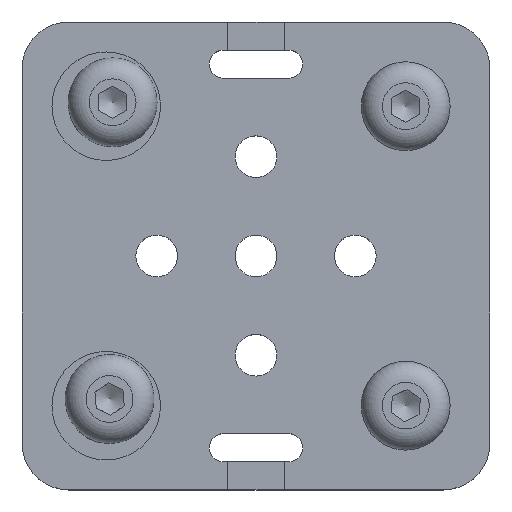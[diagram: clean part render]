
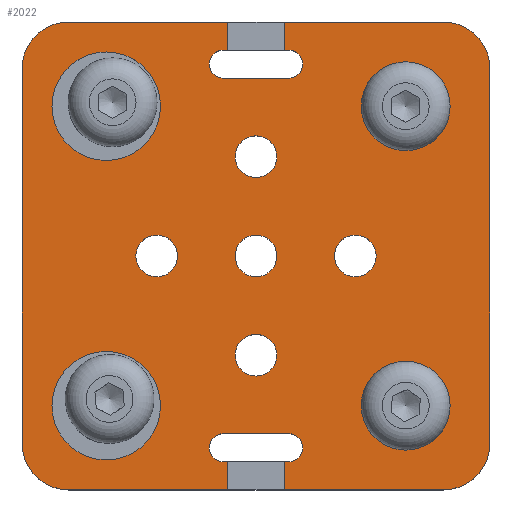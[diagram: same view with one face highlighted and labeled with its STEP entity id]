
A CAD part, top view. The second image highlights one B-rep face of the part: STEP entity #2022.
In plain terms, the highlighted planar face has unit normal (0, 0, 1).
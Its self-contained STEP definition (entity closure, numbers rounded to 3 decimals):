
#188=FACE_BOUND('',#413,.T.);
#189=FACE_BOUND('',#414,.T.);
#190=FACE_BOUND('',#415,.T.);
#191=FACE_BOUND('',#416,.T.);
#192=FACE_BOUND('',#417,.T.);
#193=FACE_BOUND('',#418,.T.);
#194=FACE_BOUND('',#419,.T.);
#195=FACE_BOUND('',#420,.T.);
#196=FACE_BOUND('',#421,.T.);
#232=PLANE('',#2329);
#291=FACE_OUTER_BOUND('',#412,.T.);
#412=EDGE_LOOP('',(#1423,#1424,#1425,#1426,#1427,#1428,#1429,#1430,#1431,
#1432,#1433,#1434,#1435,#1436,#1437,#1438,#1439,#1440,#1441,#1442,#1443,
#1444,#1445,#1446));
#413=EDGE_LOOP('',(#1447));
#414=EDGE_LOOP('',(#1448));
#415=EDGE_LOOP('',(#1449));
#416=EDGE_LOOP('',(#1450));
#417=EDGE_LOOP('',(#1451));
#418=EDGE_LOOP('',(#1452));
#419=EDGE_LOOP('',(#1453));
#420=EDGE_LOOP('',(#1454));
#421=EDGE_LOOP('',(#1455));
#576=LINE('',#3236,#705);
#580=LINE('',#3244,#709);
#583=LINE('',#3250,#712);
#584=LINE('',#3254,#713);
#585=LINE('',#3256,#714);
#586=LINE('',#3258,#715);
#587=LINE('',#3262,#716);
#588=LINE('',#3266,#717);
#589=LINE('',#3268,#718);
#590=LINE('',#3270,#719);
#591=LINE('',#3274,#720);
#592=LINE('',#3277,#721);
#593=LINE('',#3279,#722);
#594=LINE('',#3283,#723);
#595=LINE('',#3287,#724);
#596=LINE('',#3288,#725);
#705=VECTOR('',#2594,10.);
#709=VECTOR('',#2598,10.);
#712=VECTOR('',#2603,10.);
#713=VECTOR('',#2606,10.);
#714=VECTOR('',#2607,10.);
#715=VECTOR('',#2608,10.);
#716=VECTOR('',#2611,10.);
#717=VECTOR('',#2614,10.);
#718=VECTOR('',#2615,10.);
#719=VECTOR('',#2616,10.);
#720=VECTOR('',#2619,10.);
#721=VECTOR('',#2622,10.);
#722=VECTOR('',#2623,10.);
#723=VECTOR('',#2626,10.);
#724=VECTOR('',#2629,10.);
#725=VECTOR('',#2630,10.);
#832=CIRCLE('',#2326,5.);
#834=CIRCLE('',#2330,5.);
#835=CIRCLE('',#2331,1.5);
#836=CIRCLE('',#2332,1.5);
#837=CIRCLE('',#2333,5.);
#838=CIRCLE('',#2334,5.);
#839=CIRCLE('',#2335,1.5);
#840=CIRCLE('',#2336,1.5);
#841=CIRCLE('',#2337,5.8);
#842=CIRCLE('',#2338,5.8);
#843=CIRCLE('',#2339,2.229);
#844=CIRCLE('',#2340,2.229);
#845=CIRCLE('',#2341,2.229);
#846=CIRCLE('',#2342,2.229);
#847=CIRCLE('',#2343,2.229);
#848=CIRCLE('',#2344,4.75);
#849=CIRCLE('',#2345,4.75);
#941=VERTEX_POINT('',#3226);
#942=VERTEX_POINT('',#3227);
#945=VERTEX_POINT('',#3235);
#948=VERTEX_POINT('',#3241);
#949=VERTEX_POINT('',#3243);
#951=VERTEX_POINT('',#3249);
#952=VERTEX_POINT('',#3251);
#953=VERTEX_POINT('',#3253);
#954=VERTEX_POINT('',#3255);
#955=VERTEX_POINT('',#3257);
#956=VERTEX_POINT('',#3259);
#957=VERTEX_POINT('',#3261);
#958=VERTEX_POINT('',#3263);
#959=VERTEX_POINT('',#3265);
#960=VERTEX_POINT('',#3267);
#961=VERTEX_POINT('',#3269);
#962=VERTEX_POINT('',#3271);
#963=VERTEX_POINT('',#3273);
#964=VERTEX_POINT('',#3276);
#965=VERTEX_POINT('',#3278);
#966=VERTEX_POINT('',#3280);
#967=VERTEX_POINT('',#3282);
#968=VERTEX_POINT('',#3284);
#969=VERTEX_POINT('',#3286);
#970=VERTEX_POINT('',#3289);
#971=VERTEX_POINT('',#3291);
#972=VERTEX_POINT('',#3293);
#973=VERTEX_POINT('',#3295);
#974=VERTEX_POINT('',#3297);
#975=VERTEX_POINT('',#3299);
#976=VERTEX_POINT('',#3301);
#977=VERTEX_POINT('',#3303);
#978=VERTEX_POINT('',#3305);
#1128=EDGE_CURVE('',#941,#942,#832,.T.);
#1132=EDGE_CURVE('',#945,#942,#576,.T.);
#1136=EDGE_CURVE('',#949,#948,#580,.T.);
#1139=EDGE_CURVE('',#941,#951,#583,.T.);
#1140=EDGE_CURVE('',#952,#951,#834,.T.);
#1141=EDGE_CURVE('',#952,#953,#584,.T.);
#1142=EDGE_CURVE('',#953,#954,#585,.T.);
#1143=EDGE_CURVE('',#954,#955,#586,.T.);
#1144=EDGE_CURVE('',#955,#956,#835,.T.);
#1145=EDGE_CURVE('',#956,#957,#587,.T.);
#1146=EDGE_CURVE('',#957,#958,#836,.T.);
#1147=EDGE_CURVE('',#958,#959,#588,.T.);
#1148=EDGE_CURVE('',#959,#960,#589,.T.);
#1149=EDGE_CURVE('',#960,#961,#590,.T.);
#1150=EDGE_CURVE('',#962,#961,#837,.T.);
#1151=EDGE_CURVE('',#962,#963,#591,.T.);
#1152=EDGE_CURVE('',#949,#963,#838,.T.);
#1153=EDGE_CURVE('',#948,#964,#592,.T.);
#1154=EDGE_CURVE('',#964,#965,#593,.T.);
#1155=EDGE_CURVE('',#965,#966,#839,.T.);
#1156=EDGE_CURVE('',#966,#967,#594,.T.);
#1157=EDGE_CURVE('',#967,#968,#840,.T.);
#1158=EDGE_CURVE('',#968,#969,#595,.T.);
#1159=EDGE_CURVE('',#969,#945,#596,.T.);
#1160=EDGE_CURVE('',#970,#970,#841,.T.);
#1161=EDGE_CURVE('',#971,#971,#842,.T.);
#1162=EDGE_CURVE('',#972,#972,#843,.T.);
#1163=EDGE_CURVE('',#973,#973,#844,.T.);
#1164=EDGE_CURVE('',#974,#974,#845,.T.);
#1165=EDGE_CURVE('',#975,#975,#846,.T.);
#1166=EDGE_CURVE('',#976,#976,#847,.T.);
#1167=EDGE_CURVE('',#977,#977,#848,.T.);
#1168=EDGE_CURVE('',#978,#978,#849,.T.);
#1423=ORIENTED_EDGE('',*,*,#1128,.F.);
#1424=ORIENTED_EDGE('',*,*,#1139,.T.);
#1425=ORIENTED_EDGE('',*,*,#1140,.F.);
#1426=ORIENTED_EDGE('',*,*,#1141,.T.);
#1427=ORIENTED_EDGE('',*,*,#1142,.T.);
#1428=ORIENTED_EDGE('',*,*,#1143,.T.);
#1429=ORIENTED_EDGE('',*,*,#1144,.T.);
#1430=ORIENTED_EDGE('',*,*,#1145,.T.);
#1431=ORIENTED_EDGE('',*,*,#1146,.T.);
#1432=ORIENTED_EDGE('',*,*,#1147,.T.);
#1433=ORIENTED_EDGE('',*,*,#1148,.T.);
#1434=ORIENTED_EDGE('',*,*,#1149,.T.);
#1435=ORIENTED_EDGE('',*,*,#1150,.F.);
#1436=ORIENTED_EDGE('',*,*,#1151,.T.);
#1437=ORIENTED_EDGE('',*,*,#1152,.F.);
#1438=ORIENTED_EDGE('',*,*,#1136,.T.);
#1439=ORIENTED_EDGE('',*,*,#1153,.T.);
#1440=ORIENTED_EDGE('',*,*,#1154,.T.);
#1441=ORIENTED_EDGE('',*,*,#1155,.T.);
#1442=ORIENTED_EDGE('',*,*,#1156,.T.);
#1443=ORIENTED_EDGE('',*,*,#1157,.T.);
#1444=ORIENTED_EDGE('',*,*,#1158,.T.);
#1445=ORIENTED_EDGE('',*,*,#1159,.T.);
#1446=ORIENTED_EDGE('',*,*,#1132,.T.);
#1447=ORIENTED_EDGE('',*,*,#1160,.T.);
#1448=ORIENTED_EDGE('',*,*,#1161,.T.);
#1449=ORIENTED_EDGE('',*,*,#1162,.T.);
#1450=ORIENTED_EDGE('',*,*,#1163,.T.);
#1451=ORIENTED_EDGE('',*,*,#1164,.T.);
#1452=ORIENTED_EDGE('',*,*,#1165,.T.);
#1453=ORIENTED_EDGE('',*,*,#1166,.T.);
#1454=ORIENTED_EDGE('',*,*,#1167,.T.);
#1455=ORIENTED_EDGE('',*,*,#1168,.T.);
#2022=ADVANCED_FACE('',(#291,#188,#189,#190,#191,#192,#193,#194,#195,#196),
#232,.T.);
#2326=AXIS2_PLACEMENT_3D('',#3228,#2586,#2587);
#2329=AXIS2_PLACEMENT_3D('',#3248,#2601,#2602);
#2330=AXIS2_PLACEMENT_3D('',#3252,#2604,#2605);
#2331=AXIS2_PLACEMENT_3D('',#3260,#2609,#2610);
#2332=AXIS2_PLACEMENT_3D('',#3264,#2612,#2613);
#2333=AXIS2_PLACEMENT_3D('',#3272,#2617,#2618);
#2334=AXIS2_PLACEMENT_3D('',#3275,#2620,#2621);
#2335=AXIS2_PLACEMENT_3D('',#3281,#2624,#2625);
#2336=AXIS2_PLACEMENT_3D('',#3285,#2627,#2628);
#2337=AXIS2_PLACEMENT_3D('',#3290,#2631,#2632);
#2338=AXIS2_PLACEMENT_3D('',#3292,#2633,#2634);
#2339=AXIS2_PLACEMENT_3D('',#3294,#2635,#2636);
#2340=AXIS2_PLACEMENT_3D('',#3296,#2637,#2638);
#2341=AXIS2_PLACEMENT_3D('',#3298,#2639,#2640);
#2342=AXIS2_PLACEMENT_3D('',#3300,#2641,#2642);
#2343=AXIS2_PLACEMENT_3D('',#3302,#2643,#2644);
#2344=AXIS2_PLACEMENT_3D('',#3304,#2645,#2646);
#2345=AXIS2_PLACEMENT_3D('',#3306,#2647,#2648);
#2586=DIRECTION('center_axis',(0.,0.,-1.));
#2587=DIRECTION('ref_axis',(0.707,-0.707,0.));
#2594=DIRECTION('',(1.,0.,0.));
#2598=DIRECTION('',(1.,0.,0.));
#2601=DIRECTION('center_axis',(0.,0.,1.));
#2602=DIRECTION('ref_axis',(1.,0.,0.));
#2603=DIRECTION('',(0.,1.,0.));
#2604=DIRECTION('center_axis',(0.,0.,-1.));
#2605=DIRECTION('ref_axis',(0.707,0.707,0.));
#2606=DIRECTION('',(-1.,0.,0.));
#2607=DIRECTION('',(0.,-1.,0.));
#2608=DIRECTION('',(1.,0.,0.));
#2609=DIRECTION('center_axis',(0.,0.,-1.));
#2610=DIRECTION('ref_axis',(0.,-1.,0.));
#2611=DIRECTION('',(-1.,0.,0.));
#2612=DIRECTION('center_axis',(0.,0.,-1.));
#2613=DIRECTION('ref_axis',(0.,1.,0.));
#2614=DIRECTION('',(1.,0.,0.));
#2615=DIRECTION('',(0.,1.,0.));
#2616=DIRECTION('',(-1.,0.,0.));
#2617=DIRECTION('center_axis',(0.,0.,-1.));
#2618=DIRECTION('ref_axis',(-0.707,0.707,0.));
#2619=DIRECTION('',(0.,-1.,0.));
#2620=DIRECTION('center_axis',(0.,0.,-1.));
#2621=DIRECTION('ref_axis',(-0.707,-0.707,0.));
#2622=DIRECTION('',(0.,1.,0.));
#2623=DIRECTION('',(-1.,0.,0.));
#2624=DIRECTION('center_axis',(0.,0.,-1.));
#2625=DIRECTION('ref_axis',(0.,1.,0.));
#2626=DIRECTION('',(1.,0.,0.));
#2627=DIRECTION('center_axis',(0.,0.,-1.));
#2628=DIRECTION('ref_axis',(0.,-1.,0.));
#2629=DIRECTION('',(-1.,0.,0.));
#2630=DIRECTION('',(0.,-1.,0.));
#2631=DIRECTION('center_axis',(0.,0.,-1.));
#2632=DIRECTION('ref_axis',(1.,0.,0.));
#2633=DIRECTION('center_axis',(0.,0.,-1.));
#2634=DIRECTION('ref_axis',(1.,0.,0.));
#2635=DIRECTION('center_axis',(0.,0.,-1.));
#2636=DIRECTION('ref_axis',(1.,0.,0.));
#2637=DIRECTION('center_axis',(0.,0.,-1.));
#2638=DIRECTION('ref_axis',(1.,0.,0.));
#2639=DIRECTION('center_axis',(0.,0.,-1.));
#2640=DIRECTION('ref_axis',(1.,0.,0.));
#2641=DIRECTION('center_axis',(0.,0.,-1.));
#2642=DIRECTION('ref_axis',(1.,0.,0.));
#2643=DIRECTION('center_axis',(0.,0.,-1.));
#2644=DIRECTION('ref_axis',(1.,0.,0.));
#2645=DIRECTION('center_axis',(0.,0.,-1.));
#2646=DIRECTION('ref_axis',(1.,0.,0.));
#2647=DIRECTION('center_axis',(0.,0.,-1.));
#2648=DIRECTION('ref_axis',(1.,0.,0.));
#3226=CARTESIAN_POINT('',(25.,-20.,6.));
#3227=CARTESIAN_POINT('',(20.,-25.,6.));
#3228=CARTESIAN_POINT('Origin',(20.,-20.,6.));
#3235=CARTESIAN_POINT('',(3.,-25.,6.));
#3236=CARTESIAN_POINT('',(-25.,-25.,6.));
#3241=CARTESIAN_POINT('',(-3.,-25.,6.));
#3243=CARTESIAN_POINT('',(-20.,-25.,6.));
#3244=CARTESIAN_POINT('',(-25.,-25.,6.));
#3248=CARTESIAN_POINT('Origin',(0.,0.,6.));
#3249=CARTESIAN_POINT('',(25.,20.,6.));
#3250=CARTESIAN_POINT('',(25.,-25.,6.));
#3251=CARTESIAN_POINT('',(20.,25.,6.));
#3252=CARTESIAN_POINT('Origin',(20.,20.,6.));
#3253=CARTESIAN_POINT('',(3.,25.,6.));
#3254=CARTESIAN_POINT('',(25.,25.,6.));
#3255=CARTESIAN_POINT('',(3.,22.,6.));
#3256=CARTESIAN_POINT('',(3.,12.5,6.));
#3257=CARTESIAN_POINT('',(3.5,22.,6.));
#3258=CARTESIAN_POINT('',(-1.75,22.,6.));
#3259=CARTESIAN_POINT('',(3.5,19.,6.));
#3260=CARTESIAN_POINT('Origin',(3.5,20.5,6.));
#3261=CARTESIAN_POINT('',(-3.5,19.,6.));
#3262=CARTESIAN_POINT('',(1.75,19.,6.));
#3263=CARTESIAN_POINT('',(-3.5,22.,6.));
#3264=CARTESIAN_POINT('Origin',(-3.5,20.5,6.));
#3265=CARTESIAN_POINT('',(-3.,22.,6.));
#3266=CARTESIAN_POINT('',(-1.75,22.,6.));
#3267=CARTESIAN_POINT('',(-3.,25.,6.));
#3268=CARTESIAN_POINT('',(-3.,11.,6.));
#3269=CARTESIAN_POINT('',(-20.,25.,6.));
#3270=CARTESIAN_POINT('',(25.,25.,6.));
#3271=CARTESIAN_POINT('',(-25.,20.,6.));
#3272=CARTESIAN_POINT('Origin',(-20.,20.,6.));
#3273=CARTESIAN_POINT('',(-25.,-20.,6.));
#3274=CARTESIAN_POINT('',(-25.,25.,6.));
#3275=CARTESIAN_POINT('Origin',(-20.,-20.,6.));
#3276=CARTESIAN_POINT('',(-3.,-22.,6.));
#3277=CARTESIAN_POINT('',(-3.,-12.5,6.));
#3278=CARTESIAN_POINT('',(-3.5,-22.,6.));
#3279=CARTESIAN_POINT('',(1.75,-22.,6.));
#3280=CARTESIAN_POINT('',(-3.5,-19.,6.));
#3281=CARTESIAN_POINT('Origin',(-3.5,-20.5,6.));
#3282=CARTESIAN_POINT('',(3.5,-19.,6.));
#3283=CARTESIAN_POINT('',(-1.75,-19.,6.));
#3284=CARTESIAN_POINT('',(3.5,-22.,6.));
#3285=CARTESIAN_POINT('Origin',(3.5,-20.5,6.));
#3286=CARTESIAN_POINT('',(3.,-22.,6.));
#3287=CARTESIAN_POINT('',(1.75,-22.,6.));
#3288=CARTESIAN_POINT('',(3.,-11.,6.));
#3289=CARTESIAN_POINT('',(-21.8,-16.,6.));
#3290=CARTESIAN_POINT('Origin',(-16.,-16.,6.));
#3291=CARTESIAN_POINT('',(-21.8,16.,6.));
#3292=CARTESIAN_POINT('Origin',(-16.,16.,6.));
#3293=CARTESIAN_POINT('',(-2.229,-10.607,6.));
#3294=CARTESIAN_POINT('Origin',(0.,-10.607,
6.));
#3295=CARTESIAN_POINT('',(-2.229,0.,6.));
#3296=CARTESIAN_POINT('Origin',(0.,0.,6.));
#3297=CARTESIAN_POINT('',(8.377,0.,6.));
#3298=CARTESIAN_POINT('Origin',(10.607,0.,6.));
#3299=CARTESIAN_POINT('',(-12.836,0.,6.));
#3300=CARTESIAN_POINT('Origin',(-10.607,0.,6.));
#3301=CARTESIAN_POINT('',(-2.229,10.607,6.));
#3302=CARTESIAN_POINT('Origin',(0.,10.607,6.));
#3303=CARTESIAN_POINT('',(11.25,-16.,6.));
#3304=CARTESIAN_POINT('Origin',(16.,-16.,6.));
#3305=CARTESIAN_POINT('',(11.25,16.,6.));
#3306=CARTESIAN_POINT('Origin',(16.,16.,6.));
